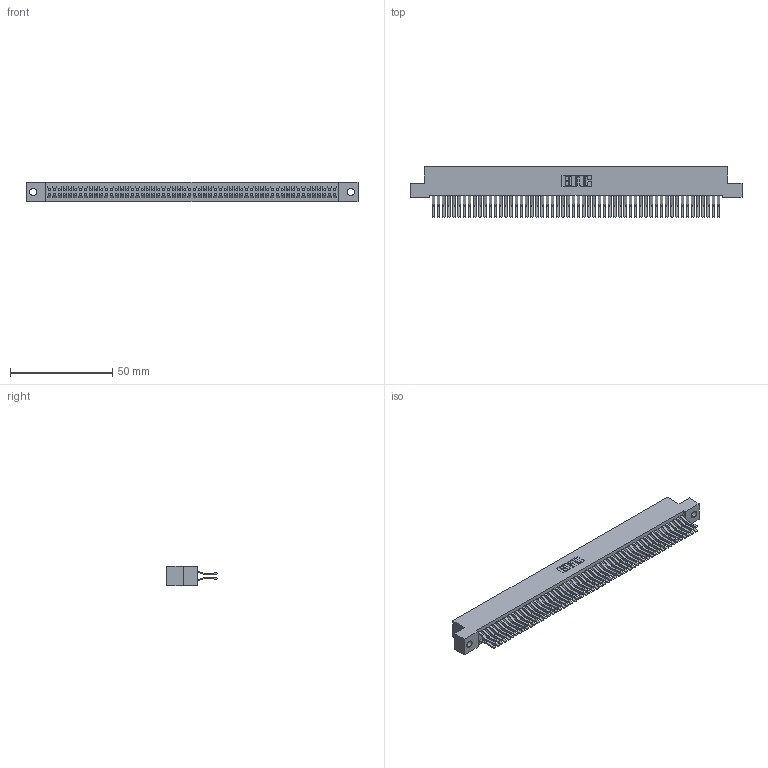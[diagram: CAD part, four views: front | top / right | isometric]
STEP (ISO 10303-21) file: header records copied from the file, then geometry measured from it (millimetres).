
FILE_DESCRIPTION (( 'STEP AP203' ), '1' );
FILE_NAME ('342-112-560-202.STEP', '2018-08-14T12:34:04', ( '' ), ( '' ), 'SwSTEP 2.0', 'SolidWorks 2016', '' );
FILE_SCHEMA (( 'CONFIG_CONTROL_DESIGN' ));
Length unit declared in the file: inch
Products named in the file (3): 342 Part_.128 Slot; 345-292-001_560 Tail; 342-112-560-202
Assembly tree (113 placements, depth 2):
  342-112-560-202
    342 Part_.128 Slot
    345-292-001_560 Tail  x112
Bounding box: 162.56 x 24.78 x 9.4 mm (x, y, z)
Volume: 15355.4 mm3; surface area: 26862.4 mm2
Topology: 113 solids, 113 shells, 6162 faces, 18343 edges, 12078 vertices
Faces by surface type: plane 4102, cylinder 2060
Entity records: 34307 total; most frequent: CARTESIAN_POINT 5670, ORIENTED_EDGE 5606, DIRECTION 4823, EDGE_CURVE 2803, VECTOR 2671, LINE 2671, VERTEX_POINT 1866, AXIS2_PLACEMENT_3D 1076
